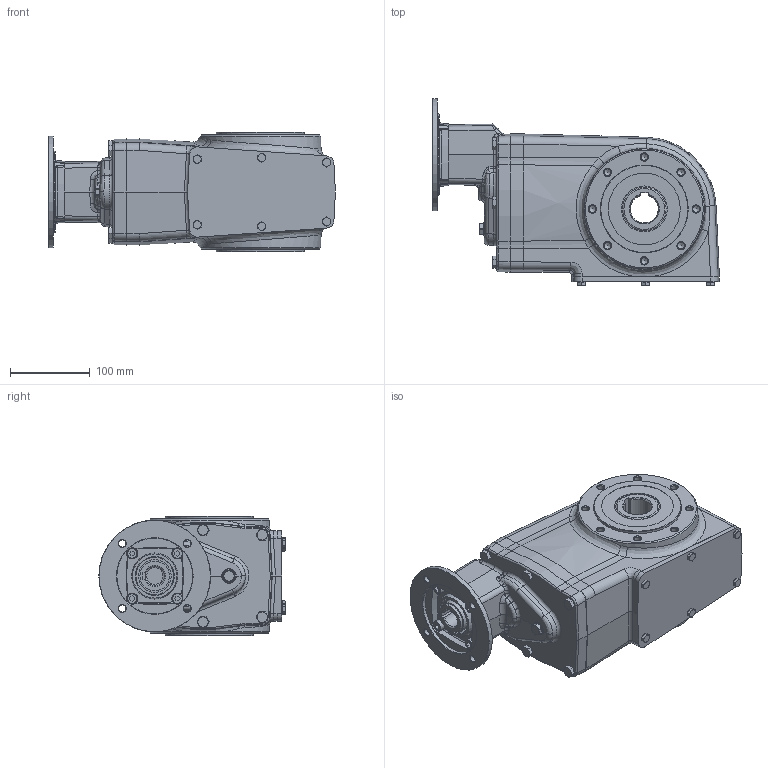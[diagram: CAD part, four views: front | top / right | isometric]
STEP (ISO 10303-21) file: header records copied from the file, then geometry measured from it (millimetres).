
FILE_DESCRIPTION(/* description */ ('Unknown'),/* implementation_level */ '2;1');
FILE_NAME(/* name */ '_B_X63N_I_xxx_-E_FB_N_-T_B3_-E_',/* time_stamp */ '2025-09-24T08:27:04+02:00',/* author */ ('Unknown'),/* organization */ ('Unknown'),/* preprocessor_version */ 'ST-DEVELOPER v18.104',/* originating_system */ 'Solid Edge',/* authorisation */ 'Unknown');
FILE_SCHEMA (('AUTOMOTIVE_DESIGN {1 0 10303 214 3 1 1}'));
Length unit declared in the file: millimetre
Products named in the file (6): _B_X63N_I_xxx_-E_FB_N_-T_B3_-E_; _B_X63N_I_xxx_-E_FB_; I634041; VTBIM08x16; C405094Z
Assembly tree (8 placements, depth 3):
  _B_X63N_I_xxx_-E_FB_N_-T_B3_-E_
    _B_X63N_I_xxx_-E_FB_
    I634041
      I634041
      VTBIM08x16  x4
    C405094Z
Bounding box: 359 x 233.2 x 150 mm (x, y, z)
Volume: 6285048.4 mm3; surface area: 315184.8 mm2
Topology: 7 solids, 10 shells, 800 faces, 1902 edges, 1171 vertices
Faces by surface type: plane 270, cylinder 182, cone 161, bspline 138, torus 47, sphere 2
Full cylindrical faces by diameter (mm): 6.647 x8, 8 x4, 8.376 x32, 8.9 x6, 9 x8, 11.6 x6, 13 x4, 14 x4, 16.662 x1, 18 x1, 24.5 x1, 35 x2, 37 x1, 41 x1, 47 x1, 57.5 x2, 58 x2, 62 x3, 69.2 x2, 90 x2, 95 x1, 110 x2, 140 x1
Entity records: 28068 total; most frequent: CARTESIAN_POINT 8419, ORIENTED_EDGE 3092, DIRECTION 2894, EDGE_CURVE 1546, AXIS2_PLACEMENT_3D 1213, VERTEX_POINT 1046, FACE_BOUND 1020, EDGE_LOOP 1000
